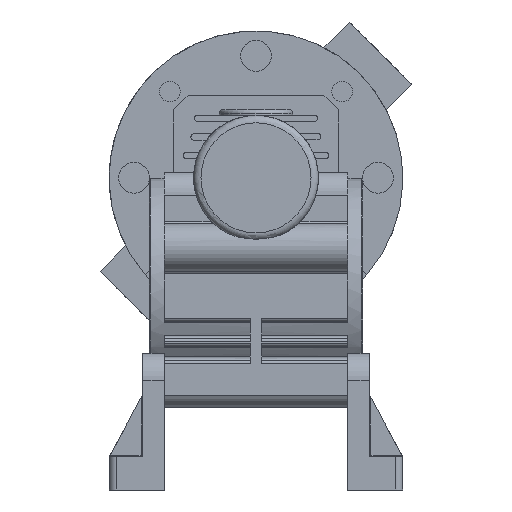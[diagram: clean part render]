
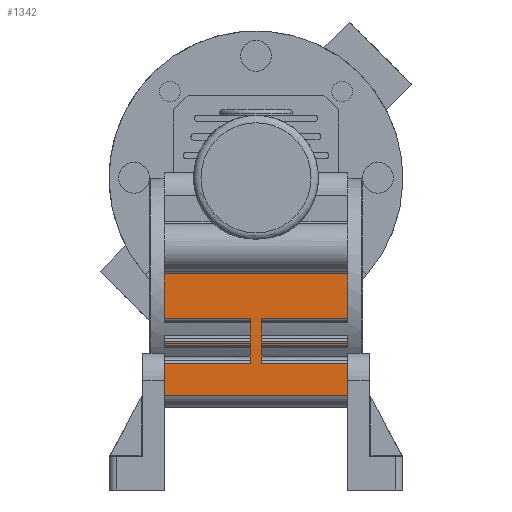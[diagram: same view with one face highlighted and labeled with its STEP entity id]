
A CAD part, front view. The second image highlights one B-rep face of the part: STEP entity #1342.
In plain terms, the highlighted planar face has unit normal (0, -1, 0).
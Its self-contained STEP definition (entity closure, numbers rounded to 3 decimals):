
#1342 = ADVANCED_FACE( '', ( #2929 ), #2930, .F. );
#2929 = FACE_OUTER_BOUND( '', #4717, .T. );
#2930 = PLANE( '', #4718 );
#4717 = EDGE_LOOP( '', ( #8660, #8661, #8662, #8663, #8664, #8665, #8666, #8667, #8668, #8669, #8670, #8671, #8672, #8673, #8674, #8675, #8676, #8677, #8678, #8679 ) );
#4718 = AXIS2_PLACEMENT_3D( '', #8680, #8681, #8682 );
#8660 = ORIENTED_EDGE( '', *, *, #11640, .T. );
#8661 = ORIENTED_EDGE( '', *, *, #11897, .F. );
#8662 = ORIENTED_EDGE( '', *, *, #11898, .T. );
#8663 = ORIENTED_EDGE( '', *, *, #11790, .F. );
#8664 = ORIENTED_EDGE( '', *, *, #11899, .T. );
#8665 = ORIENTED_EDGE( '', *, *, #10385, .F. );
#8666 = ORIENTED_EDGE( '', *, *, #11900, .T. );
#8667 = ORIENTED_EDGE( '', *, *, #10797, .F. );
#8668 = ORIENTED_EDGE( '', *, *, #11901, .T. );
#8669 = ORIENTED_EDGE( '', *, *, #11902, .T. );
#8670 = ORIENTED_EDGE( '', *, *, #11202, .T. );
#8671 = ORIENTED_EDGE( '', *, *, #10726, .T. );
#8672 = ORIENTED_EDGE( '', *, *, #11903, .T. );
#8673 = ORIENTED_EDGE( '', *, *, #11904, .T. );
#8674 = ORIENTED_EDGE( '', *, *, #11036, .T. );
#8675 = ORIENTED_EDGE( '', *, *, #11905, .T. );
#8676 = ORIENTED_EDGE( '', *, *, #11906, .T. );
#8677 = ORIENTED_EDGE( '', *, *, #11580, .T. );
#8678 = ORIENTED_EDGE( '', *, *, #11210, .T. );
#8679 = ORIENTED_EDGE( '', *, *, #11364, .F. );
#8680 = CARTESIAN_POINT( '', ( -25., -79.5, -39. ) );
#8681 = DIRECTION( '', ( 0., 1., 0. ) );
#8682 = DIRECTION( '', ( 0., 0., 1. ) );
#10385 = EDGE_CURVE( '', #12406, #12408, #12409, .T. );
#10726 = EDGE_CURVE( '', #12981, #12990, #12992, .T. );
#10797 = EDGE_CURVE( '', #13110, #13112, #13113, .T. );
#11036 = EDGE_CURVE( '', #13498, #13496, #13499, .F. );
#11202 = EDGE_CURVE( '', #13772, #12981, #13773, .F. );
#11210 = EDGE_CURVE( '', #13785, #13782, #13786, .T. );
#11364 = EDGE_CURVE( '', #14010, #13782, #14012, .T. );
#11580 = EDGE_CURVE( '', #14317, #13785, #14318, .T. );
#11640 = EDGE_CURVE( '', #14010, #14397, #14400, .T. );
#11790 = EDGE_CURVE( '', #14592, #14593, #14594, .T. );
#11897 = EDGE_CURVE( '', #14725, #14397, #14726, .T. );
#11898 = EDGE_CURVE( '', #14725, #14593, #14727, .F. );
#11899 = EDGE_CURVE( '', #14592, #12408, #14728, .T. );
#11900 = EDGE_CURVE( '', #12406, #13112, #14729, .F. );
#11901 = EDGE_CURVE( '', #13110, #14730, #14731, .T. );
#11902 = EDGE_CURVE( '', #14730, #13772, #14732, .T. );
#11903 = EDGE_CURVE( '', #12990, #14733, #14734, .T. );
#11904 = EDGE_CURVE( '', #14733, #13498, #14735, .T. );
#11905 = EDGE_CURVE( '', #13496, #14736, #14737, .T. );
#11906 = EDGE_CURVE( '', #14736, #14317, #14738, .T. );
#12406 = VERTEX_POINT( '', #15376 );
#12408 = VERTEX_POINT( '', #15378 );
#12409 = LINE( '', #15379, #15380 );
#12981 = VERTEX_POINT( '', #16248 );
#12990 = VERTEX_POINT( '', #16258 );
#12992 = LINE( '', #16260, #16261 );
#13110 = VERTEX_POINT( '', #16469 );
#13112 = VERTEX_POINT( '', #16471 );
#13113 = LINE( '', #16472, #16473 );
#13496 = VERTEX_POINT( '', #17078 );
#13498 = VERTEX_POINT( '', #17080 );
#13499 = LINE( '', #17081, #17082 );
#13772 = VERTEX_POINT( '', #17745 );
#13773 = LINE( '', #17746, #17747 );
#13782 = VERTEX_POINT( '', #17758 );
#13785 = VERTEX_POINT( '', #17761 );
#13786 = LINE( '', #17762, #17763 );
#14010 = VERTEX_POINT( '', #18046 );
#14012 = LINE( '', #18048, #18049 );
#14317 = VERTEX_POINT( '', #18448 );
#14318 = LINE( '', #18449, #18450 );
#14397 = VERTEX_POINT( '', #18600 );
#14400 = LINE( '', #18603, #18604 );
#14592 = VERTEX_POINT( '', #18863 );
#14593 = VERTEX_POINT( '', #18864 );
#14594 = LINE( '', #18865, #18866 );
#14725 = VERTEX_POINT( '', #19033 );
#14726 = LINE( '', #19034, #19035 );
#14727 = LINE( '', #19036, #19037 );
#14728 = LINE( '', #19038, #19039 );
#14729 = LINE( '', #19040, #19041 );
#14730 = VERTEX_POINT( '', #19042 );
#14731 = LINE( '', #19043, #19044 );
#14732 = LINE( '', #19045, #19046 );
#14733 = VERTEX_POINT( '', #19047 );
#14734 = LINE( '', #19048, #19049 );
#14735 = LINE( '', #19050, #19051 );
#14736 = VERTEX_POINT( '', #19052 );
#14737 = LINE( '', #19053, #19054 );
#14738 = LINE( '', #19055, #19056 );
#15376 = CARTESIAN_POINT( '', ( -1.5, -79.5, -50.5 ) );
#15378 = CARTESIAN_POINT( '', ( -1.5, -79.5, -45.1 ) );
#15379 = CARTESIAN_POINT( '', ( -1.5, -79.5, -59.3 ) );
#15380 = VECTOR( '', #19663, 1000. );
#16248 = CARTESIAN_POINT( '', ( 1.5, -79.5, -50.5 ) );
#16258 = CARTESIAN_POINT( '', ( 1.5, -79.5, -45.1 ) );
#16260 = CARTESIAN_POINT( '', ( 1.5, -79.5, -59.3 ) );
#16261 = VECTOR( '', #20156, 1000. );
#16469 = CARTESIAN_POINT( '', ( -25., -79.5, -59.3 ) );
#16471 = CARTESIAN_POINT( '', ( -25., -79.5, -50.5 ) );
#16472 = CARTESIAN_POINT( '', ( -25., -79.5, -59.3 ) );
#16473 = VECTOR( '', #20278, 1000. );
#17078 = CARTESIAN_POINT( '', ( 1.5, -79.5, -44.5 ) );
#17080 = CARTESIAN_POINT( '', ( 25., -79.5, -44.5 ) );
#17081 = CARTESIAN_POINT( '', ( -25., -79.5, -44.5 ) );
#17082 = VECTOR( '', #20599, 1000. );
#17745 = CARTESIAN_POINT( '', ( 25., -79.5, -50.5 ) );
#17746 = CARTESIAN_POINT( '', ( -25., -79.5, -50.5 ) );
#17747 = VECTOR( '', #20812, 1000. );
#17758 = CARTESIAN_POINT( '', ( -25., -79.5, -26.166 ) );
#17761 = CARTESIAN_POINT( '', ( 25., -79.5, -26.166 ) );
#17762 = CARTESIAN_POINT( '', ( -25., -79.5, -26.166 ) );
#17763 = VECTOR( '', #20824, 1000. );
#18046 = CARTESIAN_POINT( '', ( -25., -79.5, -38.3 ) );
#18048 = CARTESIAN_POINT( '', ( -25., -79.5, -39. ) );
#18049 = VECTOR( '', #21043, 1000. );
#18448 = CARTESIAN_POINT( '', ( 25., -79.5, -38.3 ) );
#18449 = CARTESIAN_POINT( '', ( 25., -79.5, -39. ) );
#18450 = VECTOR( '', #21315, 1000. );
#18600 = CARTESIAN_POINT( '', ( -1.5, -79.5, -38.3 ) );
#18603 = CARTESIAN_POINT( '', ( -25., -79.5, -38.3 ) );
#18604 = VECTOR( '', #21393, 1000. );
#18863 = CARTESIAN_POINT( '', ( -25., -79.5, -45.1 ) );
#18864 = CARTESIAN_POINT( '', ( -25., -79.5, -44.5 ) );
#18865 = CARTESIAN_POINT( '', ( -25., -79.5, -45.8 ) );
#18866 = VECTOR( '', #21563, 1000. );
#19033 = CARTESIAN_POINT( '', ( -1.5, -79.5, -44.5 ) );
#19034 = CARTESIAN_POINT( '', ( -1.5, -79.5, -59.3 ) );
#19035 = VECTOR( '', #21672, 1000. );
#19036 = CARTESIAN_POINT( '', ( -25., -79.5, -44.5 ) );
#19037 = VECTOR( '', #21673, 1000. );
#19038 = CARTESIAN_POINT( '', ( -25., -79.5, -45.1 ) );
#19039 = VECTOR( '', #21674, 1000. );
#19040 = CARTESIAN_POINT( '', ( -25., -79.5, -50.5 ) );
#19041 = VECTOR( '', #21675, 1000. );
#19042 = CARTESIAN_POINT( '', ( 25., -79.5, -59.3 ) );
#19043 = CARTESIAN_POINT( '', ( -25., -79.5, -59.3 ) );
#19044 = VECTOR( '', #21676, 1000. );
#19045 = CARTESIAN_POINT( '', ( 25., -79.5, -59.3 ) );
#19046 = VECTOR( '', #21677, 1000. );
#19047 = CARTESIAN_POINT( '', ( 25., -79.5, -45.1 ) );
#19048 = CARTESIAN_POINT( '', ( -25., -79.5, -45.1 ) );
#19049 = VECTOR( '', #21678, 1000. );
#19050 = CARTESIAN_POINT( '', ( 25., -79.5, -45.8 ) );
#19051 = VECTOR( '', #21679, 1000. );
#19052 = CARTESIAN_POINT( '', ( 1.5, -79.5, -38.3 ) );
#19053 = CARTESIAN_POINT( '', ( 1.5, -79.5, -59.3 ) );
#19054 = VECTOR( '', #21680, 1000. );
#19055 = CARTESIAN_POINT( '', ( -25., -79.5, -38.3 ) );
#19056 = VECTOR( '', #21681, 1000. );
#19663 = DIRECTION( '', ( 0., 0., 1. ) );
#20156 = DIRECTION( '', ( 0., 0., 1. ) );
#20278 = DIRECTION( '', ( 0., 0., 1. ) );
#20599 = DIRECTION( '', ( 1., 0., 0. ) );
#20812 = DIRECTION( '', ( 1., 0., 0. ) );
#20824 = DIRECTION( '', ( -1., 0., 0. ) );
#21043 = DIRECTION( '', ( 0., 0., 1. ) );
#21315 = DIRECTION( '', ( 0., 0., 1. ) );
#21393 = DIRECTION( '', ( 1., 0., 0. ) );
#21563 = DIRECTION( '', ( 0., 0., 1. ) );
#21672 = DIRECTION( '', ( 0., 0., 1. ) );
#21673 = DIRECTION( '', ( 1., 0., 0. ) );
#21674 = DIRECTION( '', ( 1., 0., 0. ) );
#21675 = DIRECTION( '', ( 1., 0., 0. ) );
#21676 = DIRECTION( '', ( 1., 0., 0. ) );
#21677 = DIRECTION( '', ( 0., 0., 1. ) );
#21678 = DIRECTION( '', ( 1., 0., 0. ) );
#21679 = DIRECTION( '', ( 0., 0., 1. ) );
#21680 = DIRECTION( '', ( 0., 0., 1. ) );
#21681 = DIRECTION( '', ( 1., 0., 0. ) );
